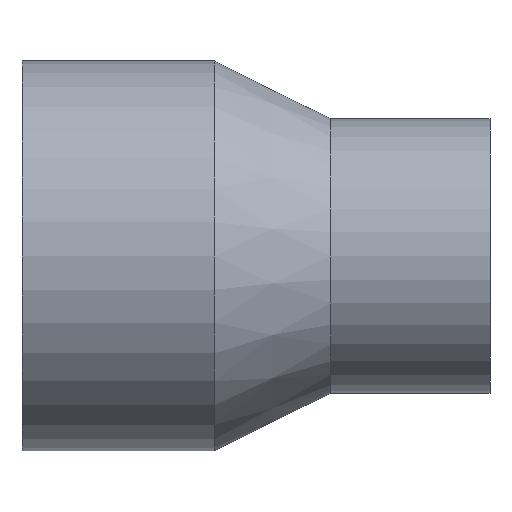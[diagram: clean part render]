
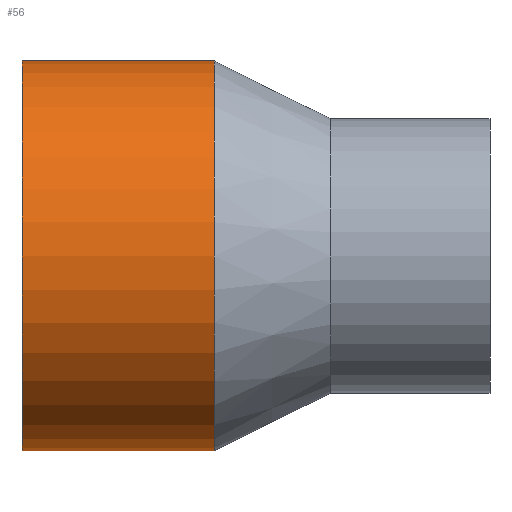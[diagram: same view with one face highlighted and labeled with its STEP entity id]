
A CAD part, front view. The second image highlights one B-rep face of the part: STEP entity #56.
In plain terms, the highlighted cylindrical face has radius 177.5 mm (diameter 355 mm), a full revolution.
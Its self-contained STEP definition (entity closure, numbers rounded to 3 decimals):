
#24=CARTESIAN_POINT('',(175.,177.5,0.));
#25=VERTEX_POINT('',#24);
#26=CARTESIAN_POINT('',(175.,0.,0.));
#27=DIRECTION('',(1.,0.,0.));
#28=DIRECTION('',(0.,1.,0.));
#29=AXIS2_PLACEMENT_3D('',#26,#27,#28);
#30=CIRCLE('',#29,177.5);
#31=EDGE_CURVE('',#25,#25,#30,.T.);
#32=ORIENTED_EDGE('',*,*,#31,.F.);
#33=CARTESIAN_POINT('',(0.,177.5,0.));
#34=VERTEX_POINT('',#33);
#35=CARTESIAN_POINT('',(87.5,177.5,0.));
#36=DIRECTION('',(1.,0.,0.));
#37=VECTOR('',#36,177.5);
#38=LINE('',#35,#37);
#39=EDGE_CURVE('',#34,#25,#38,.T.);
#40=ORIENTED_EDGE('',*,*,#39,.F.);
#41=CARTESIAN_POINT('',(0.,0.,0.));
#42=DIRECTION('',(1.,0.,0.));
#43=DIRECTION('',(0.,1.,0.));
#44=AXIS2_PLACEMENT_3D('',#41,#42,#43);
#45=CIRCLE('',#44,177.5);
#46=EDGE_CURVE('',#34,#34,#45,.T.);
#47=ORIENTED_EDGE('',*,*,#46,.T.);
#48=ORIENTED_EDGE('',*,*,#39,.T.);
#49=EDGE_LOOP('',(#32,#40,#47,#48));
#50=FACE_OUTER_BOUND('',#49,.T.);
#51=CARTESIAN_POINT('',(87.5,0.,0.));
#52=DIRECTION('',(1.,0.,0.));
#53=DIRECTION('',(0.,1.,0.));
#54=AXIS2_PLACEMENT_3D('',#51,#52,#53);
#55=CYLINDRICAL_SURFACE('',#54,177.5);
#56=ADVANCED_FACE('',(#50),#55,.T.);
